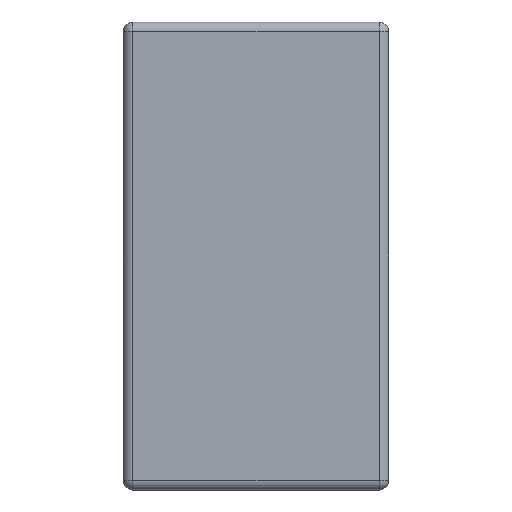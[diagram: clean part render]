
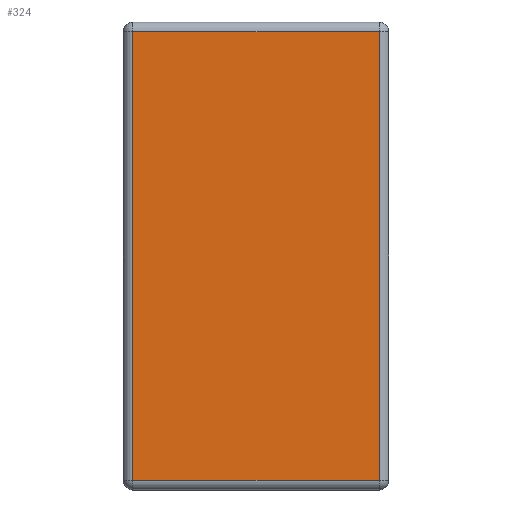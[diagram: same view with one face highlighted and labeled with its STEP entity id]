
A CAD part, left-side view. The second image highlights one B-rep face of the part: STEP entity #324.
In plain terms, the highlighted planar face has unit normal (-1, 0, 0).
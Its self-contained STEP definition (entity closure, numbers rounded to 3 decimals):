
#242 = ORIENTED_EDGE ( 'NONE', *, *, #4062, .T. ) ;
#324 = ADVANCED_FACE ( 'NONE', ( #3675 ), #4307, .T. ) ;
#358 = VECTOR ( 'NONE', #607, 1000. ) ;
#376 = LINE ( 'NONE', #830, #3167 ) ;
#410 = EDGE_LOOP ( 'NONE', ( #2125, #242, #444, #2208 ) ) ;
#444 = ORIENTED_EDGE ( 'NONE', *, *, #3469, .T. ) ;
#607 = DIRECTION ( 'NONE',  ( 0., 0., -1. ) ) ;
#644 = VECTOR ( 'NONE', #3332, 1000. ) ;
#816 = DIRECTION ( 'NONE',  ( 0., 0., 1. ) ) ;
#830 = CARTESIAN_POINT ( 'NONE',  ( 0., 0., -1.518 ) ) ;
#946 = CARTESIAN_POINT ( 'NONE',  ( 0., 0.032, -0.032 ) ) ;
#1092 = CARTESIAN_POINT ( 'NONE',  ( 0., 0.032, -1.518 ) ) ;
#1140 = CARTESIAN_POINT ( 'NONE',  ( 0., 0.032, 0. ) ) ;
#1233 = VERTEX_POINT ( 'NONE', #2051 ) ;
#1534 = CARTESIAN_POINT ( 'NONE',  ( 0., 0.88, -0.032 ) ) ;
#1606 = EDGE_CURVE ( 'NONE', #1681, #3364, #376, .T. ) ;
#1624 = CARTESIAN_POINT ( 'NONE',  ( 0., 0.848, -1.55 ) ) ;
#1681 = VERTEX_POINT ( 'NONE', #2587 ) ;
#1859 = DIRECTION ( 'NONE',  ( -1., 0., 0. ) ) ;
#1860 = VERTEX_POINT ( 'NONE', #946 ) ;
#2051 = CARTESIAN_POINT ( 'NONE',  ( 0., 0.848, -0.032 ) ) ;
#2125 = ORIENTED_EDGE ( 'NONE', *, *, #1606, .T. ) ;
#2208 = ORIENTED_EDGE ( 'NONE', *, *, #2624, .T. ) ;
#2537 = AXIS2_PLACEMENT_3D ( 'NONE', #3624, #1859, #816 ) ;
#2587 = CARTESIAN_POINT ( 'NONE',  ( 0., 0.848, -1.518 ) ) ;
#2624 = EDGE_CURVE ( 'NONE', #1233, #1681, #3592, .T. ) ;
#3167 = VECTOR ( 'NONE', #4359, 1000. ) ;
#3332 = DIRECTION ( 'NONE',  ( 0., 1., 0. ) ) ;
#3364 = VERTEX_POINT ( 'NONE', #1092 ) ;
#3397 = LINE ( 'NONE', #1534, #644 ) ;
#3469 = EDGE_CURVE ( 'NONE', #1860, #1233, #3397, .T. ) ;
#3592 = LINE ( 'NONE', #1624, #358 ) ;
#3624 = CARTESIAN_POINT ( 'NONE',  ( 0., 0., 0. ) ) ;
#3675 = FACE_OUTER_BOUND ( 'NONE', #410, .T. ) ;
#4053 = DIRECTION ( 'NONE',  ( 0., 0., 1. ) ) ;
#4062 = EDGE_CURVE ( 'NONE', #3364, #1860, #4154, .T. ) ;
#4154 = LINE ( 'NONE', #1140, #4211 ) ;
#4211 = VECTOR ( 'NONE', #4053, 1000. ) ;
#4307 = PLANE ( 'NONE',  #2537 ) ;
#4359 = DIRECTION ( 'NONE',  ( 0., -1., 0. ) ) ;
